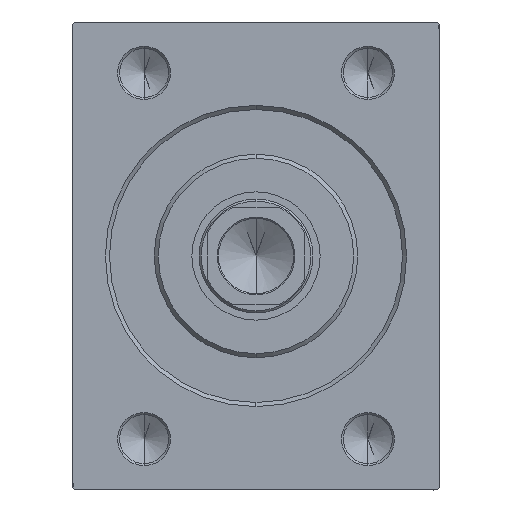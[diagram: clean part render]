
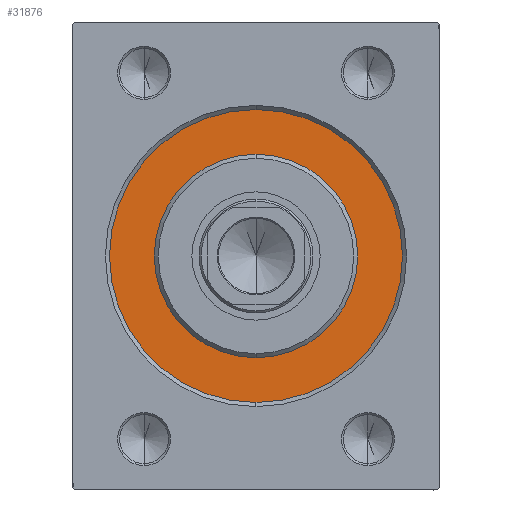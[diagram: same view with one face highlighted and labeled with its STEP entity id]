
A CAD part, left-side view. The second image highlights one B-rep face of the part: STEP entity #31876.
In plain terms, the highlighted face is planar.
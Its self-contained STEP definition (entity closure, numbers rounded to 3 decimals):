
#60 = EDGE_CURVE ( 'NONE', #28526, #20506, #8527, .T. ) ;
#380 = CARTESIAN_POINT ( 'NONE',  ( 0., 0., 25. ) ) ;
#1408 = CARTESIAN_POINT ( 'NONE',  ( 0., 0., 0. ) ) ;
#2518 = DIRECTION ( 'NONE',  ( -1., 0., 0. ) ) ;
#2960 = CARTESIAN_POINT ( 'NONE',  ( 0., 0., 0. ) ) ;
#4051 = FACE_OUTER_BOUND ( 'NONE', #33086, .T. ) ;
#4230 = AXIS2_PLACEMENT_3D ( 'NONE', #16678, #36918, #13305 ) ;
#5455 = DIRECTION ( 'NONE',  ( 1., 0., 0. ) ) ;
#8061 = VERTEX_POINT ( 'NONE', #16095 ) ;
#8527 = CIRCLE ( 'NONE', #4230, 36. ) ;
#8659 = CARTESIAN_POINT ( 'NONE',  ( 0., 0., 0. ) ) ;
#10573 = DIRECTION ( 'NONE',  ( 0., 0., 1. ) ) ;
#11077 = EDGE_LOOP ( 'NONE', ( #17991, #26931 ) ) ;
#11627 = VERTEX_POINT ( 'NONE', #380 ) ;
#11800 = CARTESIAN_POINT ( 'NONE',  ( 0., 0., -36. ) ) ;
#13130 = ORIENTED_EDGE ( 'NONE', *, *, #32538, .F. ) ;
#13305 = DIRECTION ( 'NONE',  ( 0., 0., 1. ) ) ;
#13940 = FACE_BOUND ( 'NONE', #11077, .T. ) ;
#14723 = DIRECTION ( 'NONE',  ( 0., 0., -1. ) ) ;
#16095 = CARTESIAN_POINT ( 'NONE',  ( 0., 0., -25. ) ) ;
#16678 = CARTESIAN_POINT ( 'NONE',  ( 0., 0., 0. ) ) ;
#17063 = CIRCLE ( 'NONE', #22808, 25. ) ;
#17991 = ORIENTED_EDGE ( 'NONE', *, *, #36337, .F. ) ;
#20115 = AXIS2_PLACEMENT_3D ( 'NONE', #1408, #5455, #28832 ) ;
#20506 = VERTEX_POINT ( 'NONE', #39671 ) ;
#22293 = ORIENTED_EDGE ( 'NONE', *, *, #60, .F. ) ;
#22808 = AXIS2_PLACEMENT_3D ( 'NONE', #8659, #25718, #14723 ) ;
#24721 = CARTESIAN_POINT ( 'NONE',  ( 0., 0., 0. ) ) ;
#25718 = DIRECTION ( 'NONE',  ( 1., 0., 0. ) ) ;
#26429 = AXIS2_PLACEMENT_3D ( 'NONE', #24721, #41357, #10573 ) ;
#26707 = EDGE_CURVE ( 'NONE', #8061, #11627, #17063, .T. ) ;
#26931 = ORIENTED_EDGE ( 'NONE', *, *, #26707, .F. ) ;
#27649 = PLANE ( 'NONE',  #26429 ) ;
#28526 = VERTEX_POINT ( 'NONE', #11800 ) ;
#28832 = DIRECTION ( 'NONE',  ( 0., 0., -1. ) ) ;
#31876 = ADVANCED_FACE ( 'NONE', ( #13940, #4051 ), #27649, .F. ) ;
#32538 = EDGE_CURVE ( 'NONE', #20506, #28526, #37248, .T. ) ;
#33086 = EDGE_LOOP ( 'NONE', ( #22293, #13130 ) ) ;
#33671 = AXIS2_PLACEMENT_3D ( 'NONE', #2960, #2518, #33974 ) ;
#33974 = DIRECTION ( 'NONE',  ( 0., 0., 1. ) ) ;
#36337 = EDGE_CURVE ( 'NONE', #11627, #8061, #39481, .T. ) ;
#36918 = DIRECTION ( 'NONE',  ( -1., 0., 0. ) ) ;
#37248 = CIRCLE ( 'NONE', #33671, 36. ) ;
#39481 = CIRCLE ( 'NONE', #20115, 25. ) ;
#39671 = CARTESIAN_POINT ( 'NONE',  ( 0., 0., 36. ) ) ;
#41357 = DIRECTION ( 'NONE',  ( -1., 0., 0. ) ) ;
